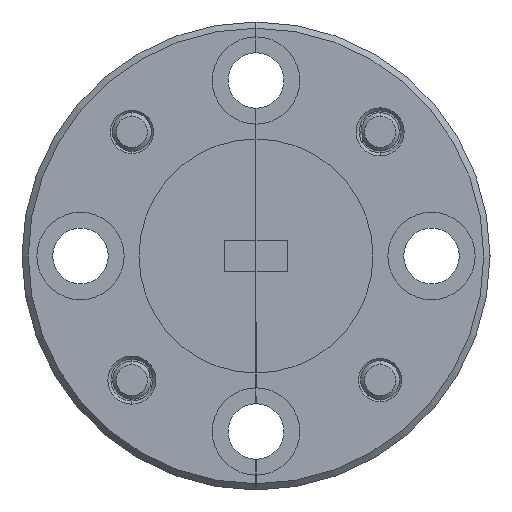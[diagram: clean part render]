
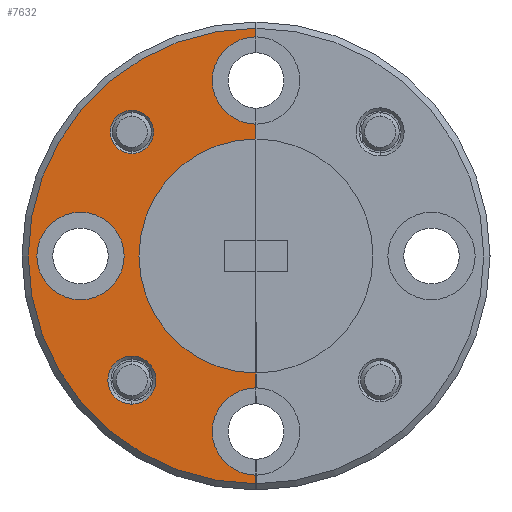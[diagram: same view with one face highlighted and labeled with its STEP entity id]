
A CAD part, left-side view. The second image highlights one B-rep face of the part: STEP entity #7632.
In plain terms, the highlighted planar face has unit normal (-1, 0, 0).
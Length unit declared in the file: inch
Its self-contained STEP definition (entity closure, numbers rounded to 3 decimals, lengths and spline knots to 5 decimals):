
#10 = ORIENTED_EDGE ( 'NONE', *, *, #25407, .F. ) ;
#578 = CARTESIAN_POINT ( 'NONE',  ( -0.57, 0.19887, -0.16037 ) ) ;
#697 = ORIENTED_EDGE ( 'NONE', *, *, #32852, .T. ) ;
#1074 = DIRECTION ( 'NONE',  ( 0., 0., 1. ) ) ;
#1325 = AXIS2_PLACEMENT_3D ( 'NONE', #22289, #9874, #1074 ) ;
#1752 = DIRECTION ( 'NONE',  ( 0., 0., 1. ) ) ;
#1796 = DIRECTION ( 'NONE',  ( 0., 0., 1. ) ) ;
#2245 = DIRECTION ( 'NONE',  ( 0., 0., 1. ) ) ;
#2759 = DIRECTION ( 'NONE',  ( -1., 0., 0. ) ) ;
#3010 = CIRCLE ( 'NONE', #17428, 0.03475 ) ;
#3038 = CARTESIAN_POINT ( 'NONE',  ( -0.57, 0.19887, -0.19887 ) ) ;
#3171 = AXIS2_PLACEMENT_3D ( 'NONE', #19911, #5227, #13924 ) ;
#4194 = CARTESIAN_POINT ( 'NONE',  ( -0.57, 0., -0.21125 ) ) ;
#4883 = ORIENTED_EDGE ( 'NONE', *, *, #23479, .F. ) ;
#5227 = DIRECTION ( 'NONE',  ( -1., 0., 0. ) ) ;
#5413 = CARTESIAN_POINT ( 'NONE',  ( -0.57, 0., 0. ) ) ;
#5891 = CARTESIAN_POINT ( 'NONE',  ( -0.57, 0., 0. ) ) ;
#6520 = DIRECTION ( 'NONE',  ( -1., 0., 0. ) ) ;
#6571 = VERTEX_POINT ( 'NONE', #38027 ) ;
#7429 = CIRCLE ( 'NONE', #20651, 0.1875 ) ;
#7632 = ADVANCED_FACE ( 'NONE', ( #35969, #10881, #27003, #17000 ), #20545, .T. ) ;
#7992 = EDGE_CURVE ( 'NONE', #12786, #10691, #35435, .T. ) ;
#8375 = EDGE_CURVE ( 'NONE', #12948, #25249, #20204, .T. ) ;
#9295 = VERTEX_POINT ( 'NONE', #20638 ) ;
#9560 = DIRECTION ( 'NONE',  ( 0., 0., 1. ) ) ;
#9874 = DIRECTION ( 'NONE',  ( -1., 0., 0. ) ) ;
#10144 = VECTOR ( 'NONE', #28798, 39.37008 ) ;
#10577 = CARTESIAN_POINT ( 'NONE',  ( -0.57, 0.19887, 0.19887 ) ) ;
#10691 = VERTEX_POINT ( 'NONE', #38938 ) ;
#10881 = FACE_BOUND ( 'NONE', #22889, .T. ) ;
#11106 = EDGE_CURVE ( 'NONE', #6571, #34452, #31627, .T. ) ;
#11587 = ORIENTED_EDGE ( 'NONE', *, *, #8375, .T. ) ;
#11918 = CIRCLE ( 'NONE', #21864, 0.07 ) ;
#11969 = AXIS2_PLACEMENT_3D ( 'NONE', #34791, #22751, #38048 ) ;
#12184 = LINE ( 'NONE', #35205, #26436 ) ;
#12413 = AXIS2_PLACEMENT_3D ( 'NONE', #18219, #24085, #38852 ) ;
#12786 = VERTEX_POINT ( 'NONE', #4194 ) ;
#12890 = ORIENTED_EDGE ( 'NONE', *, *, #20262, .F. ) ;
#12948 = VERTEX_POINT ( 'NONE', #13902 ) ;
#13391 = AXIS2_PLACEMENT_3D ( 'NONE', #20795, #2759, #23889 ) ;
#13902 = CARTESIAN_POINT ( 'NONE',  ( -0.57, 0.28125, -0.07 ) ) ;
#13924 = DIRECTION ( 'NONE',  ( 0., 0., 1. ) ) ;
#14029 = CARTESIAN_POINT ( 'NONE',  ( -0.57, 0., 0. ) ) ;
#14243 = DIRECTION ( 'NONE',  ( -1., 0., 0. ) ) ;
#14363 = DIRECTION ( 'NONE',  ( 0., 0., 1. ) ) ;
#14474 = EDGE_LOOP ( 'NONE', ( #14688, #17364, #29227, #19192, #39115, #20271, #697, #10 ) ) ;
#14569 = CARTESIAN_POINT ( 'NONE',  ( -0.57, 0., 0. ) ) ;
#14688 = ORIENTED_EDGE ( 'NONE', *, *, #11106, .T. ) ;
#15182 = AXIS2_PLACEMENT_3D ( 'NONE', #21577, #6520, #9560 ) ;
#15446 = CIRCLE ( 'NONE', #16421, 0.0385 ) ;
#15691 = DIRECTION ( 'NONE',  ( -1., 0., 0. ) ) ;
#15883 = CARTESIAN_POINT ( 'NONE',  ( -0.57, 0.28125, 0.07 ) ) ;
#16421 = AXIS2_PLACEMENT_3D ( 'NONE', #3038, #30250, #17883 ) ;
#16454 = VERTEX_POINT ( 'NONE', #36655 ) ;
#16474 = VERTEX_POINT ( 'NONE', #24253 ) ;
#16542 = VERTEX_POINT ( 'NONE', #37146 ) ;
#16660 = ORIENTED_EDGE ( 'NONE', *, *, #18104, .F. ) ;
#17000 = FACE_OUTER_BOUND ( 'NONE', #14474, .T. ) ;
#17364 = ORIENTED_EDGE ( 'NONE', *, *, #24188, .T. ) ;
#17428 = AXIS2_PLACEMENT_3D ( 'NONE', #10577, #19657, #1752 ) ;
#17566 = CIRCLE ( 'NONE', #11969, 0.07 ) ;
#17883 = DIRECTION ( 'NONE',  ( 0., 0., 1. ) ) ;
#18104 = EDGE_CURVE ( 'NONE', #16454, #9295, #3010, .T. ) ;
#18153 = LINE ( 'NONE', #14029, #10144 ) ;
#18219 = CARTESIAN_POINT ( 'NONE',  ( -0.57, 0.28125, 0. ) ) ;
#19192 = ORIENTED_EDGE ( 'NONE', *, *, #7992, .F. ) ;
#19546 = VERTEX_POINT ( 'NONE', #32812 ) ;
#19657 = DIRECTION ( 'NONE',  ( -1., 0., 0. ) ) ;
#19911 = CARTESIAN_POINT ( 'NONE',  ( -0.57, 0.19887, 0.19887 ) ) ;
#20077 = AXIS2_PLACEMENT_3D ( 'NONE', #30952, #15691, #30821 ) ;
#20204 = CIRCLE ( 'NONE', #12413, 0.07 ) ;
#20262 = EDGE_CURVE ( 'NONE', #38463, #16542, #31819, .T. ) ;
#20271 = ORIENTED_EDGE ( 'NONE', *, *, #21965, .F. ) ;
#20487 = VECTOR ( 'NONE', #2245, 39.37008 ) ;
#20545 = PLANE ( 'NONE',  #13391 ) ;
#20638 = CARTESIAN_POINT ( 'NONE',  ( -0.57, 0.19887, 0.23362 ) ) ;
#20651 = AXIS2_PLACEMENT_3D ( 'NONE', #5413, #14243, #23700 ) ;
#20795 = CARTESIAN_POINT ( 'NONE',  ( -0.57, 0., 0. ) ) ;
#21074 = DIRECTION ( 'NONE',  ( 0., 0., 1. ) ) ;
#21575 = EDGE_LOOP ( 'NONE', ( #12890, #4883 ) ) ;
#21577 = CARTESIAN_POINT ( 'NONE',  ( -0.57, 0., -0.28125 ) ) ;
#21864 = AXIS2_PLACEMENT_3D ( 'NONE', #26225, #23676, #14363 ) ;
#21965 = EDGE_CURVE ( 'NONE', #38108, #16474, #7429, .T. ) ;
#22289 = CARTESIAN_POINT ( 'NONE',  ( -0.57, 0., 0. ) ) ;
#22751 = DIRECTION ( 'NONE',  ( -1., 0., 0. ) ) ;
#22889 = EDGE_LOOP ( 'NONE', ( #25085, #16660 ) ) ;
#23479 = EDGE_CURVE ( 'NONE', #16542, #38463, #15446, .T. ) ;
#23676 = DIRECTION ( 'NONE',  ( 1., 0., 0. ) ) ;
#23700 = DIRECTION ( 'NONE',  ( 0., 0., 1. ) ) ;
#23889 = DIRECTION ( 'NONE',  ( 0., 0., 1. ) ) ;
#24085 = DIRECTION ( 'NONE',  ( 1., 0., 0. ) ) ;
#24188 = EDGE_CURVE ( 'NONE', #34452, #19546, #33377, .T. ) ;
#24196 = CIRCLE ( 'NONE', #3171, 0.03475 ) ;
#24253 = CARTESIAN_POINT ( 'NONE',  ( -0.57, 0., -0.1875 ) ) ;
#25085 = ORIENTED_EDGE ( 'NONE', *, *, #31787, .F. ) ;
#25249 = VERTEX_POINT ( 'NONE', #15883 ) ;
#25407 = EDGE_CURVE ( 'NONE', #6571, #25512, #17566, .T. ) ;
#25512 = VERTEX_POINT ( 'NONE', #32289 ) ;
#26225 = CARTESIAN_POINT ( 'NONE',  ( -0.57, 0.28125, 0. ) ) ;
#26436 = VECTOR ( 'NONE', #1796, 39.37008 ) ;
#27003 = FACE_BOUND ( 'NONE', #33487, .T. ) ;
#28798 = DIRECTION ( 'NONE',  ( 0., 0., 1. ) ) ;
#29227 = ORIENTED_EDGE ( 'NONE', *, *, #35679, .T. ) ;
#30250 = DIRECTION ( 'NONE',  ( -1., 0., 0. ) ) ;
#30821 = DIRECTION ( 'NONE',  ( 0., 0., 1. ) ) ;
#30952 = CARTESIAN_POINT ( 'NONE',  ( -0.57, 0.19887, -0.19887 ) ) ;
#31627 = LINE ( 'NONE', #5891, #37220 ) ;
#31787 = EDGE_CURVE ( 'NONE', #9295, #16454, #24196, .T. ) ;
#31819 = CIRCLE ( 'NONE', #20077, 0.0385 ) ;
#32289 = CARTESIAN_POINT ( 'NONE',  ( -0.57, 0., 0.21125 ) ) ;
#32812 = CARTESIAN_POINT ( 'NONE',  ( -0.57, 0., -0.365 ) ) ;
#32852 = EDGE_CURVE ( 'NONE', #38108, #25512, #12184, .T. ) ;
#33377 = CIRCLE ( 'NONE', #1325, 0.365 ) ;
#33487 = EDGE_LOOP ( 'NONE', ( #34105, #11587 ) ) ;
#34105 = ORIENTED_EDGE ( 'NONE', *, *, #36015, .T. ) ;
#34452 = VERTEX_POINT ( 'NONE', #38432 ) ;
#34678 = CARTESIAN_POINT ( 'NONE',  ( -0.57, 0., 0.1875 ) ) ;
#34791 = CARTESIAN_POINT ( 'NONE',  ( -0.57, 0., 0.28125 ) ) ;
#35205 = CARTESIAN_POINT ( 'NONE',  ( -0.57, 0., 0. ) ) ;
#35435 = CIRCLE ( 'NONE', #15182, 0.07 ) ;
#35679 = EDGE_CURVE ( 'NONE', #19546, #10691, #18153, .T. ) ;
#35801 = EDGE_CURVE ( 'NONE', #12786, #16474, #36584, .T. ) ;
#35969 = FACE_BOUND ( 'NONE', #21575, .T. ) ;
#36015 = EDGE_CURVE ( 'NONE', #25249, #12948, #11918, .T. ) ;
#36584 = LINE ( 'NONE', #14569, #20487 ) ;
#36655 = CARTESIAN_POINT ( 'NONE',  ( -0.57, 0.19887, 0.16412 ) ) ;
#37146 = CARTESIAN_POINT ( 'NONE',  ( -0.57, 0.19887, -0.23737 ) ) ;
#37220 = VECTOR ( 'NONE', #21074, 39.37008 ) ;
#38027 = CARTESIAN_POINT ( 'NONE',  ( -0.57, 0., 0.35125 ) ) ;
#38048 = DIRECTION ( 'NONE',  ( 0., 0., 1. ) ) ;
#38108 = VERTEX_POINT ( 'NONE', #34678 ) ;
#38432 = CARTESIAN_POINT ( 'NONE',  ( -0.57, 0., 0.365 ) ) ;
#38463 = VERTEX_POINT ( 'NONE', #578 ) ;
#38852 = DIRECTION ( 'NONE',  ( 0., 0., 1. ) ) ;
#38938 = CARTESIAN_POINT ( 'NONE',  ( -0.57, 0., -0.35125 ) ) ;
#39115 = ORIENTED_EDGE ( 'NONE', *, *, #35801, .T. ) ;
